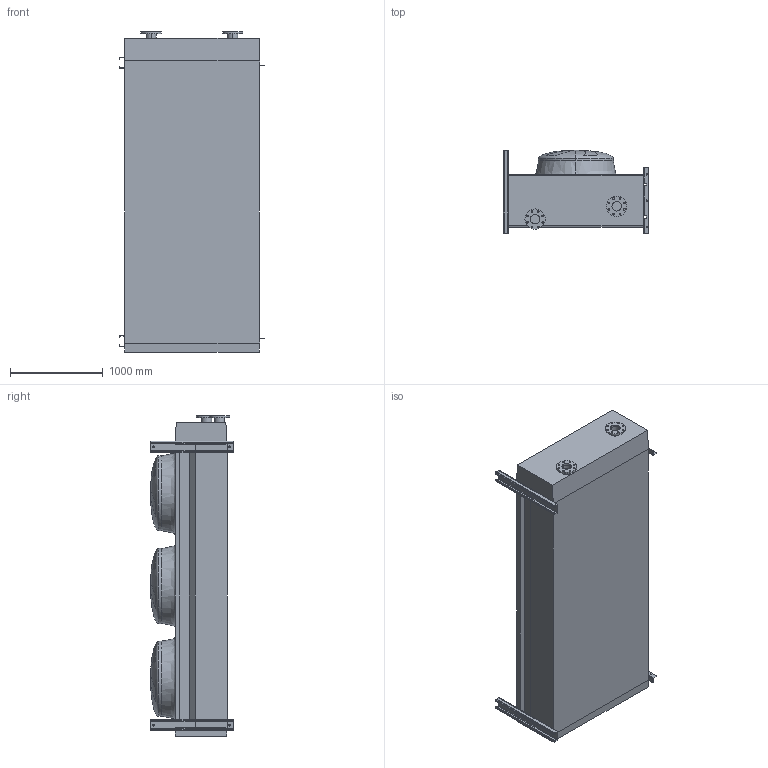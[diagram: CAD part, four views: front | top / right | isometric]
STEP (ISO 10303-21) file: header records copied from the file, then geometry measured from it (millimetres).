
FILE_DESCRIPTION (( 'STEP AP203' ), '1' );
FILE_NAME ('BOC_03C-V-SS.step', '2022-05-05T15:06:10', ( '' ), ( '' ), 'SwSTEP 2.0', 'SolidWorks 2019', '' );
FILE_SCHEMA (( 'CONFIG_CONTROL_DESIGN' ));
Length unit declared in the file: millimetre
Products named in the file (1): BOC_03C-V-SS
Bounding box: 1568 x 895 x 3455 mm (x, y, z)
Volume: 3066443518.2 mm3; surface area: 21710400.4 mm2
Topology: 7 solids, 7 shells, 247 faces, 695 edges, 469 vertices
Faces by surface type: cylinder 122, plane 92, bspline 33
Entity records: 11623 total; most frequent: CARTESIAN_POINT 5048, ORIENTED_EDGE 1378, DIRECTION 1336, EDGE_CURVE 689, AXIS2_PLACEMENT_3D 495, VERTEX_POINT 469, VECTOR 346, LINE 346
